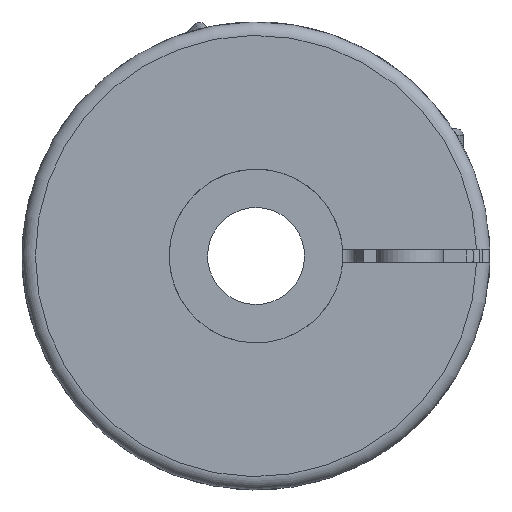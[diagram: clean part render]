
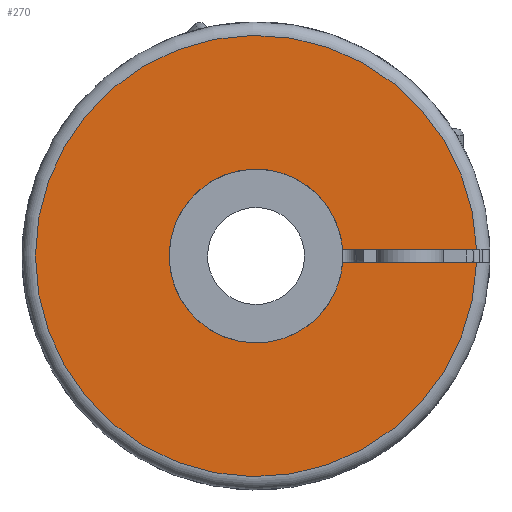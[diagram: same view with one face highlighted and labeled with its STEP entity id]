
A CAD part, left-side view. The second image highlights one B-rep face of the part: STEP entity #270.
In plain terms, the highlighted planar face has unit normal (-1, 0, 0).
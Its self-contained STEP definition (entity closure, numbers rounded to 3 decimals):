
#270 = ADVANCED_FACE( '', ( #738 ), #739, .T. );
#738 = FACE_OUTER_BOUND( '', #1461, .T. );
#739 = PLANE( '', #1462 );
#1461 = EDGE_LOOP( '', ( #2257, #2258, #2259, #2260 ) );
#1462 = AXIS2_PLACEMENT_3D( '', #2261, #2262, #2263 );
#2257 = ORIENTED_EDGE( '', *, *, #4232, .F. );
#2258 = ORIENTED_EDGE( '', *, *, #4233, .T. );
#2259 = ORIENTED_EDGE( '', *, *, #4234, .T. );
#2260 = ORIENTED_EDGE( '', *, *, #4235, .T. );
#2261 = CARTESIAN_POINT( '', ( 0., 0., 7.5 ) );
#2262 = DIRECTION( '', ( -1., 0., 0. ) );
#2263 = DIRECTION( '', ( 0., 0., 1. ) );
#4232 = EDGE_CURVE( '', #5088, #5089, #5090, .T. );
#4233 = EDGE_CURVE( '', #5088, #5091, #5092, .T. );
#4234 = EDGE_CURVE( '', #5091, #5093, #5094, .T. );
#4235 = EDGE_CURVE( '', #5093, #5089, #5095, .T. );
#5088 = VERTEX_POINT( '', #6344 );
#5089 = VERTEX_POINT( '', #6345 );
#5090 = CIRCLE( '', #6346, 13. );
#5091 = VERTEX_POINT( '', #6347 );
#5092 = LINE( '', #6348, #6349 );
#5093 = VERTEX_POINT( '', #6350 );
#5094 = CIRCLE( '', #6351, 33. );
#5095 = LINE( '', #6352, #6353 );
#6344 = CARTESIAN_POINT( '', ( 0., -12.961, 1. ) );
#6345 = CARTESIAN_POINT( '', ( 0., -12.961, -1. ) );
#6346 = AXIS2_PLACEMENT_3D( '', #8359, #8360, #8361 );
#6347 = CARTESIAN_POINT( '', ( 0., -32.985, 1. ) );
#6348 = CARTESIAN_POINT( '', ( 0., -7.433, 1. ) );
#6349 = VECTOR( '', #8362, 1000. );
#6350 = CARTESIAN_POINT( '', ( 0., -32.985, -1. ) );
#6351 = AXIS2_PLACEMENT_3D( '', #8363, #8364, #8365 );
#6352 = CARTESIAN_POINT( '', ( 0., -34.986, -1. ) );
#6353 = VECTOR( '', #8366, 1000. );
#8359 = CARTESIAN_POINT( '', ( 0., 0., 0. ) );
#8360 = DIRECTION( '', ( -1., 0., 0. ) );
#8361 = DIRECTION( '', ( 0., 0., 1. ) );
#8362 = DIRECTION( '', ( 0., -1., 0. ) );
#8363 = CARTESIAN_POINT( '', ( 0., 0., 0. ) );
#8364 = DIRECTION( '', ( -1., 0., 0. ) );
#8365 = DIRECTION( '', ( 0., 0., 1. ) );
#8366 = DIRECTION( '', ( 0., 1., 0. ) );
